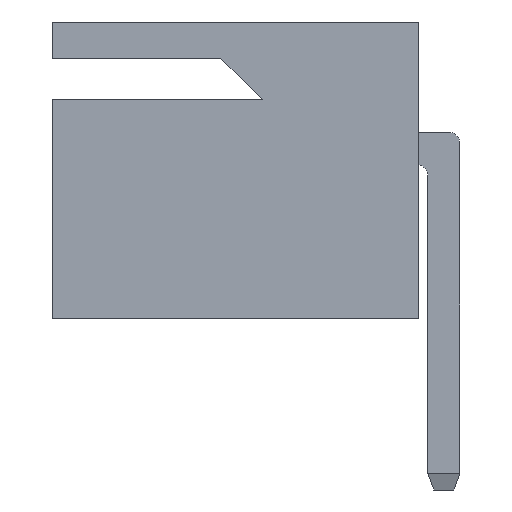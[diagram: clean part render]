
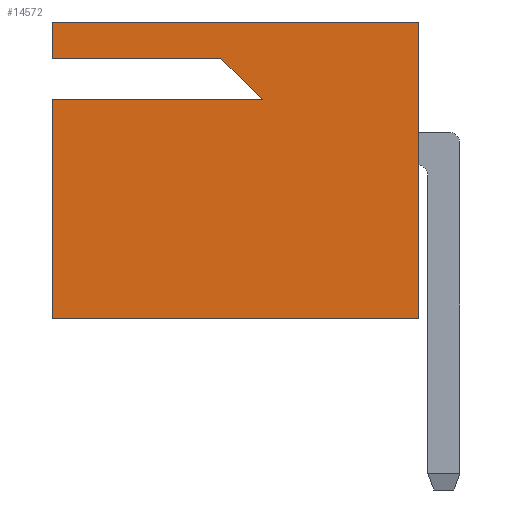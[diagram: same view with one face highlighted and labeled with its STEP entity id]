
A CAD part, left-side view. The second image highlights one B-rep face of the part: STEP entity #14572.
In plain terms, the highlighted planar face has unit normal (-1, 0, 0).
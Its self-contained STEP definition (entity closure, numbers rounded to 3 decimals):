
#1129=ORIENTED_EDGE('',*,*,#3991,.T.);
#1130=ORIENTED_EDGE('',*,*,#3992,.T.);
#1131=ORIENTED_EDGE('',*,*,#3993,.T.);
#1132=ORIENTED_EDGE('',*,*,#3781,.T.);
#1133=ORIENTED_EDGE('',*,*,#3990,.F.);
#1134=ORIENTED_EDGE('',*,*,#3788,.F.);
#1135=ORIENTED_EDGE('',*,*,#3699,.T.);
#1136=ORIENTED_EDGE('',*,*,#3994,.T.);
#3699=EDGE_CURVE('',#5178,#5177,#6095,.T.);
#3781=EDGE_CURVE('',#5195,#5252,#6177,.T.);
#3788=EDGE_CURVE('',#5178,#5258,#6184,.T.);
#3990=EDGE_CURVE('',#5258,#5252,#6386,.T.);
#3991=EDGE_CURVE('',#5375,#5376,#6387,.T.);
#3992=EDGE_CURVE('',#5376,#5377,#6388,.T.);
#3993=EDGE_CURVE('',#5377,#5195,#6389,.T.);
#3994=EDGE_CURVE('',#5177,#5375,#6390,.T.);
#5177=VERTEX_POINT('',#18740);
#5178=VERTEX_POINT('',#18742);
#5195=VERTEX_POINT('',#18787);
#5252=VERTEX_POINT('',#18902);
#5258=VERTEX_POINT('',#18917);
#5375=VERTEX_POINT('',#19280);
#5376=VERTEX_POINT('',#19281);
#5377=VERTEX_POINT('',#19283);
#6095=LINE('',#18741,#7277);
#6177=LINE('',#18903,#7359);
#6184=LINE('',#18916,#7366);
#6386=LINE('',#19277,#7568);
#6387=LINE('',#19279,#7569);
#6388=LINE('',#19282,#7570);
#6389=LINE('',#19284,#7571);
#6390=LINE('',#19285,#7572);
#7277=VECTOR('',#16166,1000.);
#7359=VECTOR('',#16258,1000.);
#7366=VECTOR('',#16267,1000.);
#7568=VECTOR('',#16553,1000.);
#7569=VECTOR('',#16556,1000.);
#7570=VECTOR('',#16557,1000.);
#7571=VECTOR('',#16558,1000.);
#7572=VECTOR('',#16559,1000.);
#8368=EDGE_LOOP('',(#1129,#1130,#1131,#1132,#1133,#1134,#1135,#1136));
#9020=FACE_BOUND('',#8368,.T.);
#9672=PLANE('',#15278);
#14572=ADVANCED_FACE('',(#9020),#9672,.T.);
#15278=AXIS2_PLACEMENT_3D('',#19278,#16554,#16555);
#16166=DIRECTION('',(0.,0.,-1.));
#16258=DIRECTION('',(0.,-1.,0.));
#16267=DIRECTION('',(0.,-1.,0.));
#16553=DIRECTION('',(0.,0.,-1.));
#16554=DIRECTION('',(-1.,0.,0.));
#16555=DIRECTION('',(0.,1.,0.));
#16556=DIRECTION('',(0.,-0.707,-0.707));
#16557=DIRECTION('',(0.,1.,0.));
#16558=DIRECTION('',(0.,0.,-1.));
#16559=DIRECTION('',(0.,-1.,0.));
#18740=CARTESIAN_POINT('',(-20.117,7.534,5.131));
#18741=CARTESIAN_POINT('',(-20.117,7.534,5.842));
#18742=CARTESIAN_POINT('',(-20.117,7.534,5.842));
#18787=CARTESIAN_POINT('',(-20.117,7.534,0.));
#18902=CARTESIAN_POINT('',(-20.117,0.32,0.));
#18903=CARTESIAN_POINT('',(-20.117,1.031,0.));
#18916=CARTESIAN_POINT('',(-20.117,1.031,5.842));
#18917=CARTESIAN_POINT('',(-20.117,0.32,5.842));
#19277=CARTESIAN_POINT('',(-20.117,0.32,5.842));
#19278=CARTESIAN_POINT('',(-20.117,1.031,5.842));
#19279=CARTESIAN_POINT('',(-20.117,4.206,5.131));
#19280=CARTESIAN_POINT('',(-20.117,4.206,5.131));
#19281=CARTESIAN_POINT('',(-20.117,3.393,4.318));
#19282=CARTESIAN_POINT('',(-20.117,3.393,4.318));
#19283=CARTESIAN_POINT('',(-20.117,7.534,4.318));
#19284=CARTESIAN_POINT('',(-20.117,7.534,5.842));
#19285=CARTESIAN_POINT('',(-20.117,7.534,5.131));
